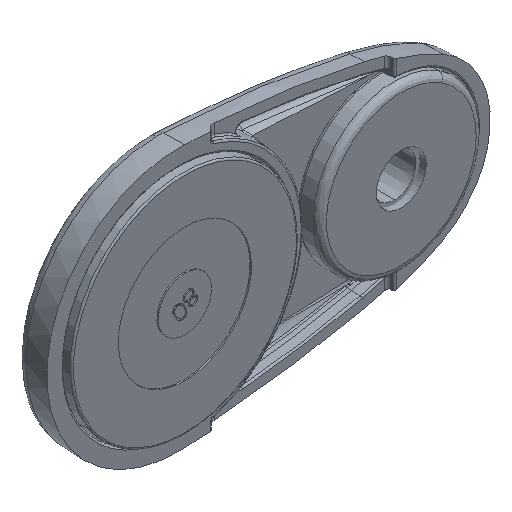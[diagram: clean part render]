
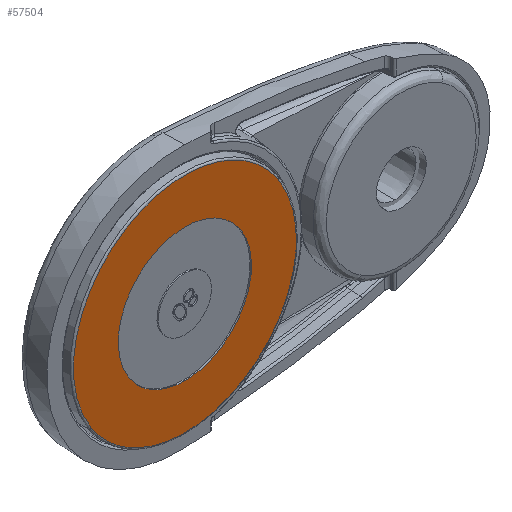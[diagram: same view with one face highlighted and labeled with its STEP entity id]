
A CAD part, isometric view. The second image highlights one B-rep face of the part: STEP entity #57504.
In plain terms, the highlighted face is planar.
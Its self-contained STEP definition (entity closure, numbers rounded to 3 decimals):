
#1202 = EDGE_LOOP ( 'NONE', ( #4522, #20906 ) ) ;
#3568 = CARTESIAN_POINT ( 'NONE',  ( -20., 0., 0. ) ) ;
#4522 = ORIENTED_EDGE ( 'NONE', *, *, #10156, .T. ) ;
#6023 = EDGE_CURVE ( 'NONE', #19221, #66931, #36418, .T. ) ;
#6641 = AXIS2_PLACEMENT_3D ( 'NONE', #3568, #42005, #9303 ) ;
#8989 = CARTESIAN_POINT ( 'NONE',  ( -33.5, 0., 0. ) ) ;
#9004 = CARTESIAN_POINT ( 'NONE',  ( 33.5, 0., 0. ) ) ;
#9303 = DIRECTION ( 'NONE',  ( -1., 0., 0. ) ) ;
#10156 = EDGE_CURVE ( 'NONE', #33846, #11796, #19263, .T. ) ;
#10968 = CARTESIAN_POINT ( 'NONE',  ( 33.5, 0., 67. ) ) ;
#11796 = VERTEX_POINT ( 'NONE', #67815 ) ;
#14276 = CARTESIAN_POINT ( 'NONE',  ( 0., 0., 0. ) ) ;
#14503 = CARTESIAN_POINT ( 'NONE',  ( 33.5, 0., 0. ) ) ;
#14833 = PLANE ( 'NONE',  #6641 ) ;
#17866 = EDGE_LOOP ( 'NONE', ( #51026, #45692 ) ) ;
#19221 = VERTEX_POINT ( 'NONE', #14503 ) ;
#19263 = CIRCLE ( 'NONE', #36060, 20. ) ;
#19910 = DIRECTION ( 'NONE',  ( -1., 0., 0. ) ) ;
#20906 = ORIENTED_EDGE ( 'NONE', *, *, #42136, .T. ) ;
#30501 = CARTESIAN_POINT ( 'NONE',  ( -33.5, 0., -67. ) ) ;
#31207 = CARTESIAN_POINT ( 'NONE',  ( 33.5, 0., 0. ) ) ;
#33846 = VERTEX_POINT ( 'NONE', #46683 ) ;
#35878 = CARTESIAN_POINT ( 'NONE',  ( -33.5, 0., 0. ) ) ;
#35899 =( BOUNDED_CURVE ( )  B_SPLINE_CURVE ( 3, ( #35878, #30501, #61047, #31207 ),
 .UNSPECIFIED., .F., .T. ) 
 B_SPLINE_CURVE_WITH_KNOTS ( ( 4, 4 ),
 ( 0., 1. ),
 .UNSPECIFIED. ) 
 CURVE ( )  GEOMETRIC_REPRESENTATION_ITEM ( )  RATIONAL_B_SPLINE_CURVE ( ( 1., 0.333, 0.333, 1. ) ) 
 REPRESENTATION_ITEM ( '' )  );
#36060 = AXIS2_PLACEMENT_3D ( 'NONE', #67256, #67185, #67176 ) ;
#36418 =( BOUNDED_CURVE ( )  B_SPLINE_CURVE ( 3, ( #9004, #10968, #63691, #8989 ),
 .UNSPECIFIED., .F., .F. ) 
 B_SPLINE_CURVE_WITH_KNOTS ( ( 4, 4 ),
 ( 0., 1. ),
 .UNSPECIFIED. ) 
 CURVE ( )  GEOMETRIC_REPRESENTATION_ITEM ( )  RATIONAL_B_SPLINE_CURVE ( ( 1., 0.333, 0.333, 1. ) ) 
 REPRESENTATION_ITEM ( '' )  );
#39163 = CARTESIAN_POINT ( 'NONE',  ( -33.5, 0., 0. ) ) ;
#42005 = DIRECTION ( 'NONE',  ( 0., 1., 0. ) ) ;
#42136 = EDGE_CURVE ( 'NONE', #11796, #33846, #55744, .T. ) ;
#42460 = FACE_BOUND ( 'NONE', #1202, .T. ) ;
#42592 = FACE_OUTER_BOUND ( 'NONE', #17866, .T. ) ;
#45692 = ORIENTED_EDGE ( 'NONE', *, *, #50389, .F. ) ;
#46683 = CARTESIAN_POINT ( 'NONE',  ( -20., 0., 0. ) ) ;
#50389 = EDGE_CURVE ( 'NONE', #66931, #19221, #35899, .T. ) ;
#51026 = ORIENTED_EDGE ( 'NONE', *, *, #6023, .F. ) ;
#51364 = DIRECTION ( 'NONE',  ( 0., -1., 0. ) ) ;
#55744 = CIRCLE ( 'NONE', #61514, 20. ) ;
#57504 = ADVANCED_FACE ( 'NONE', ( #42460, #42592 ), #14833, .T. ) ;
#61047 = CARTESIAN_POINT ( 'NONE',  ( 33.5, 0., -67. ) ) ;
#61514 = AXIS2_PLACEMENT_3D ( 'NONE', #14276, #51364, #19910 ) ;
#63691 = CARTESIAN_POINT ( 'NONE',  ( -33.5, 0., 67. ) ) ;
#66931 = VERTEX_POINT ( 'NONE', #39163 ) ;
#67176 = DIRECTION ( 'NONE',  ( -1., 0., 0. ) ) ;
#67185 = DIRECTION ( 'NONE',  ( 0., -1., 0. ) ) ;
#67256 = CARTESIAN_POINT ( 'NONE',  ( 0., 0., 0. ) ) ;
#67815 = CARTESIAN_POINT ( 'NONE',  ( 20., 0., 0. ) ) ;
